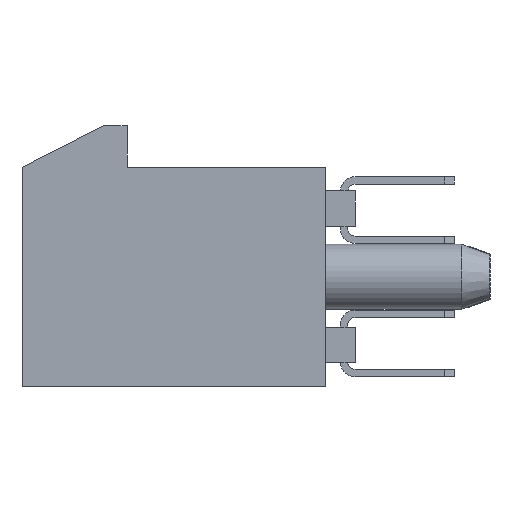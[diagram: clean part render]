
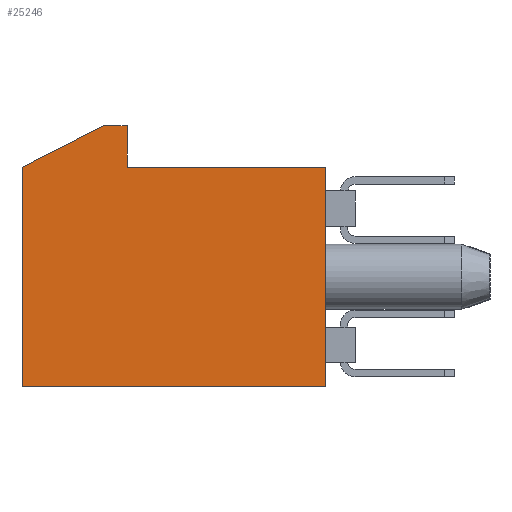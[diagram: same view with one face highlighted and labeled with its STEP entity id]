
A CAD part, left-side view. The second image highlights one B-rep face of the part: STEP entity #25246.
In plain terms, the highlighted planar face has unit normal (-1, 0, 0).
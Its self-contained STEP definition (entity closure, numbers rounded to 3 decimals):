
#89 = ORIENTED_EDGE ( 'NONE', *, *, #13522, .F. ) ;
#962 = DIRECTION ( 'NONE',  ( 0., 0.891, -0.454 ) ) ;
#1876 = CARTESIAN_POINT ( 'NONE',  ( -14.65, 1., 3.7 ) ) ;
#1878 = DIRECTION ( 'NONE',  ( 0., 0., 1. ) ) ;
#2058 = CARTESIAN_POINT ( 'NONE',  ( -14.65, 11.25, 3.7 ) ) ;
#3155 = CARTESIAN_POINT ( 'NONE',  ( -14.65, 11.25, 3.7 ) ) ;
#3321 = CARTESIAN_POINT ( 'NONE',  ( -14.65, 8.5, 5.1 ) ) ;
#3435 = CARTESIAN_POINT ( 'NONE',  ( -14.65, 1., -3.7 ) ) ;
#3635 = VERTEX_POINT ( 'NONE', #26744 ) ;
#3736 = ORIENTED_EDGE ( 'NONE', *, *, #12579, .T. ) ;
#3812 = EDGE_LOOP ( 'NONE', ( #10491, #20797, #27258, #89, #3736, #14676, #21155 ) ) ;
#5198 = DIRECTION ( 'NONE',  ( 0., 1., 0. ) ) ;
#5247 = VERTEX_POINT ( 'NONE', #27191 ) ;
#6245 = CARTESIAN_POINT ( 'NONE',  ( -14.65, 7.7, 5.1 ) ) ;
#6563 = CARTESIAN_POINT ( 'NONE',  ( -14.65, 48.572, 3.7 ) ) ;
#7252 = VERTEX_POINT ( 'NONE', #2058 ) ;
#7365 = EDGE_CURVE ( 'NONE', #15499, #7252, #16252, .T. ) ;
#7522 = VERTEX_POINT ( 'NONE', #1876 ) ;
#8167 = PLANE ( 'NONE',  #27839 ) ;
#9104 = VECTOR ( 'NONE', #12844, 1000. ) ;
#9147 = DIRECTION ( 'NONE',  ( 0., -1., 0. ) ) ;
#9672 = LINE ( 'NONE', #18267, #10377 ) ;
#10055 = EDGE_CURVE ( 'NONE', #3635, #14713, #9672, .T. ) ;
#10150 = VERTEX_POINT ( 'NONE', #19960 ) ;
#10200 = FACE_OUTER_BOUND ( 'NONE', #3812, .T. ) ;
#10377 = VECTOR ( 'NONE', #5198, 1000. ) ;
#10491 = ORIENTED_EDGE ( 'NONE', *, *, #7365, .F. ) ;
#11019 = VECTOR ( 'NONE', #1878, 1000. ) ;
#11432 = DIRECTION ( 'NONE',  ( 0., 0., 1. ) ) ;
#12579 = EDGE_CURVE ( 'NONE', #10150, #3635, #13250, .T. ) ;
#12844 = DIRECTION ( 'NONE',  ( 0., -1., 0. ) ) ;
#13250 = LINE ( 'NONE', #6245, #11019 ) ;
#13522 = EDGE_CURVE ( 'NONE', #10150, #7522, #24266, .T. ) ;
#14676 = ORIENTED_EDGE ( 'NONE', *, *, #10055, .T. ) ;
#14713 = VERTEX_POINT ( 'NONE', #3321 ) ;
#14740 = DIRECTION ( 'NONE',  ( 1., 0., 0. ) ) ;
#15499 = VERTEX_POINT ( 'NONE', #21774 ) ;
#15628 = EDGE_CURVE ( 'NONE', #14713, #7252, #18698, .T. ) ;
#16252 = LINE ( 'NONE', #20633, #18285 ) ;
#16653 = DIRECTION ( 'NONE',  ( 0., 0., 1. ) ) ;
#17411 = CARTESIAN_POINT ( 'NONE',  ( -14.65, 48.572, -3.7 ) ) ;
#18267 = CARTESIAN_POINT ( 'NONE',  ( -14.65, 8.5, 5.1 ) ) ;
#18285 = VECTOR ( 'NONE', #11432, 1000. ) ;
#18350 = VECTOR ( 'NONE', #962, 1000. ) ;
#18698 = LINE ( 'NONE', #3155, #18350 ) ;
#18957 = DIRECTION ( 'NONE',  ( 0., 0., -1. ) ) ;
#19616 = LINE ( 'NONE', #17411, #9104 ) ;
#19960 = CARTESIAN_POINT ( 'NONE',  ( -14.65, 7.7, 3.7 ) ) ;
#20633 = CARTESIAN_POINT ( 'NONE',  ( -14.65, 11.25, -3.7 ) ) ;
#20797 = ORIENTED_EDGE ( 'NONE', *, *, #26956, .T. ) ;
#21155 = ORIENTED_EDGE ( 'NONE', *, *, #15628, .T. ) ;
#21774 = CARTESIAN_POINT ( 'NONE',  ( -14.65, 11.25, -3.7 ) ) ;
#24226 = VECTOR ( 'NONE', #16653, 1000. ) ;
#24266 = LINE ( 'NONE', #6563, #26874 ) ;
#25246 = ADVANCED_FACE ( 'NONE', ( #10200 ), #8167, .F. ) ;
#25476 = LINE ( 'NONE', #3435, #24226 ) ;
#25586 = CARTESIAN_POINT ( 'NONE',  ( -14.65, 48.572, -3.7 ) ) ;
#25968 = EDGE_CURVE ( 'NONE', #5247, #7522, #25476, .T. ) ;
#26744 = CARTESIAN_POINT ( 'NONE',  ( -14.65, 7.7, 5.1 ) ) ;
#26874 = VECTOR ( 'NONE', #9147, 1000. ) ;
#26956 = EDGE_CURVE ( 'NONE', #15499, #5247, #19616, .T. ) ;
#27191 = CARTESIAN_POINT ( 'NONE',  ( -14.65, 1., -3.7 ) ) ;
#27258 = ORIENTED_EDGE ( 'NONE', *, *, #25968, .T. ) ;
#27839 = AXIS2_PLACEMENT_3D ( 'NONE', #25586, #14740, #18957 ) ;
